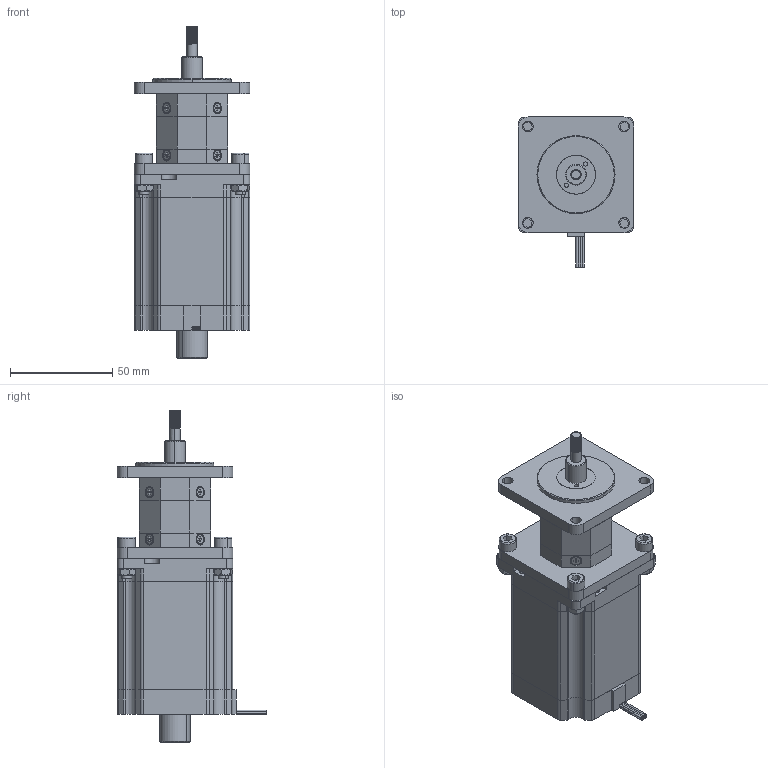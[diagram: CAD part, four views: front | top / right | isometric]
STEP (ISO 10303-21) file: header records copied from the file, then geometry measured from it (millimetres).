
FILE_DESCRIPTION (( 'STEP AP203' ), '1' );
FILE_NAME ('L5918L...A25.STEP', '2012-05-22T01:07:42', ( '微软用户' ), ( '微软中国' ), 'SwSTEP 2.0', 'SolidWorks 2010', '' );
FILE_SCHEMA (( 'CONFIG_CONTROL_DESIGN' ));
Length unit declared in the file: millimetre
Products named in the file (19): 3; 錨璃31; 3_121; 綴裔啣; 囀鞠褒蹟隊; 蹟簽; 蹟裝; L5918L...A25; 4; 1; 2; 錨璃32; 錨璃30; ヶ傷裔; 麥芛蹟隊; 9_12; 揤踡蹟譫; 絳裝; 砦雄ん
Assembly tree (31 placements, depth 2):
  L5918L...A25
    麥芛蹟隊  x8
    1
    揤踡蹟譫
    蹟簽  x4
    絳裝
    囀鞠褒蹟隊  x4
    蹟裝
    綴裔啣
    砦雄ん
    錨璃32
    錨璃31
    錨璃30
    2
    ヶ傷裔
    3
    3_121
    9_12
    4
Bounding box: 56.4 x 73.1 x 162.07 mm (x, y, z)
Volume: 255082.4 mm3; surface area: 84230.2 mm2
Topology: 29 solids, 38 shells, 951 faces, 2456 edges, 1603 vertices
Faces by surface type: cylinder 398, plane 394, cone 129, bspline 20, torus 10
Entity records: 63628 total; most frequent: CARTESIAN_POINT 44979, ORIENTED_EDGE 3550, DIRECTION 3238, EDGE_CURVE 1798, AXIS2_PLACEMENT_3D 1174, VERTEX_POINT 1173, VECTOR 890, LINE 890
